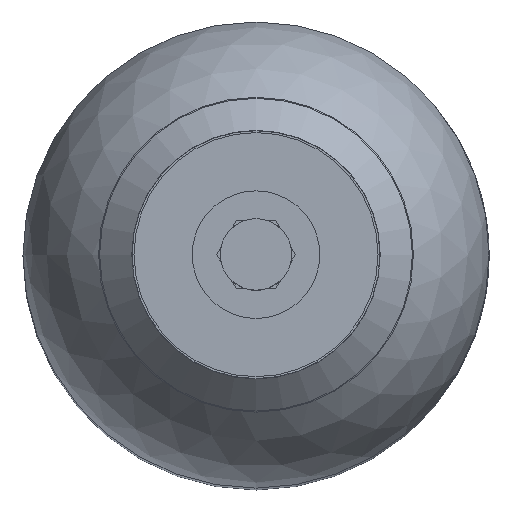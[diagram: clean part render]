
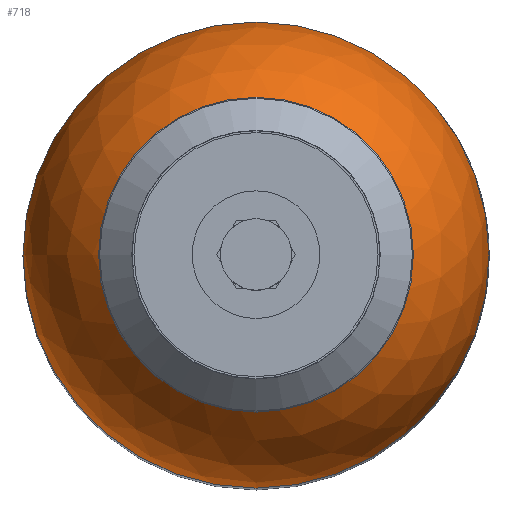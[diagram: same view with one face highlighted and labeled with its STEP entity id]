
A CAD part, top view. The second image highlights one B-rep face of the part: STEP entity #718.
In plain terms, the highlighted spherical face has radius 109.55 mm.
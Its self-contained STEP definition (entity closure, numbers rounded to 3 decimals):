
#718 = ADVANCED_FACE( '', ( #1505, #1506 ), #1507, .T. );
#1505 = FACE_OUTER_BOUND( '', #2306, .T. );
#1506 = FACE_OUTER_BOUND( '', #2307, .T. );
#1507 = SPHERICAL_SURFACE( '', #2308, 109.55 );
#2306 = EDGE_LOOP( '', ( #4909 ) );
#2307 = EDGE_LOOP( '', ( #4910 ) );
#2308 = AXIS2_PLACEMENT_3D( '', #4911, #4912, #4913 );
#4909 = ORIENTED_EDGE( '', *, *, #5348, .F. );
#4910 = ORIENTED_EDGE( '', *, *, #5085, .T. );
#4911 = CARTESIAN_POINT( '', ( 0., 0., 275.687 ) );
#4912 = DIRECTION( '', ( 0., 0., -1. ) );
#4913 = DIRECTION( '', ( -1., 0., 0. ) );
#5085 = EDGE_CURVE( '', #5944, #5944, #5945, .T. );
#5348 = EDGE_CURVE( '', #6358, #6358, #6359, .T. );
#5944 = VERTEX_POINT( '', #7906 );
#5945 = CIRCLE( '', #7907, 30. );
#6358 = VERTEX_POINT( '', #9113 );
#6359 = CIRCLE( '', #9114, 109.55 );
#7906 = CARTESIAN_POINT( '', ( -30., 0., 381.05 ) );
#7907 = AXIS2_PLACEMENT_3D( '', #10260, #10261, #10262 );
#9113 = CARTESIAN_POINT( '', ( -109.55, 0., 275.687 ) );
#9114 = AXIS2_PLACEMENT_3D( '', #10647, #10648, #10649 );
#10260 = CARTESIAN_POINT( '', ( 0., 0., 381.05 ) );
#10261 = DIRECTION( '', ( 0., 0., -1. ) );
#10262 = DIRECTION( '', ( -1., 0., 0. ) );
#10647 = CARTESIAN_POINT( '', ( 0., 0., 275.687 ) );
#10648 = DIRECTION( '', ( 0., 0., -1. ) );
#10649 = DIRECTION( '', ( -1., 0., 0. ) );
